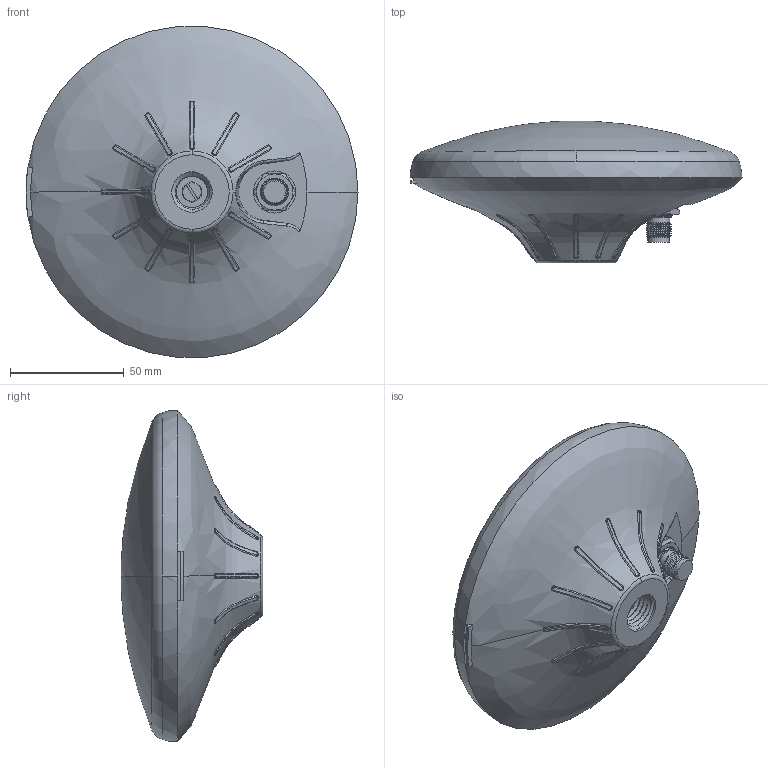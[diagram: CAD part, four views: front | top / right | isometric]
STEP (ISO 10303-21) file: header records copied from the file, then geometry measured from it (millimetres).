
FILE_DESCRIPTION (( 'STEP AP214' ), '1' );
FILE_NAME ('AS-ANT2B-SUR-L1L2-25SMA-00.STEP', '2022-03-03T07:53:55', ( '' ), ( '' ), 'SwSTEP 2.0', 'SolidWorks 2020', '' );
FILE_SCHEMA (( 'AUTOMOTIVE_DESIGN' ));
Products named in the file (1): AS-ANT2B-SUR-L1L2-25SMA-00
Bounding box: 146.2 x 62.5 x 145.79 mm (x, y, z)
Volume: 508445.2 mm3; surface area: 48381.3 mm2
Topology: 1 solids, 13 shells, 529 faces, 1443 edges, 907 vertices
Faces by surface type: bspline 212, cylinder 140, plane 90, cone 71, torus 16
Entity records: 43945 total; most frequent: CARTESIAN_POINT 33146, ORIENTED_EDGE 2838, DIRECTION 1460, EDGE_CURVE 1419, VERTEX_POINT 907, B_SPLINE_CURVE_WITH_KNOTS 715, AXIS2_PLACEMENT_3D 602, EDGE_LOOP 558
